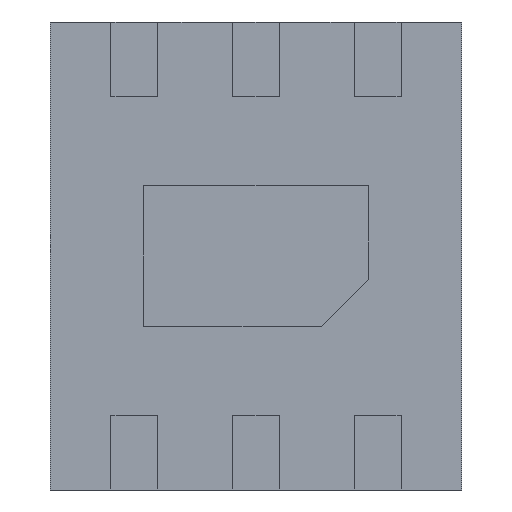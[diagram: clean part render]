
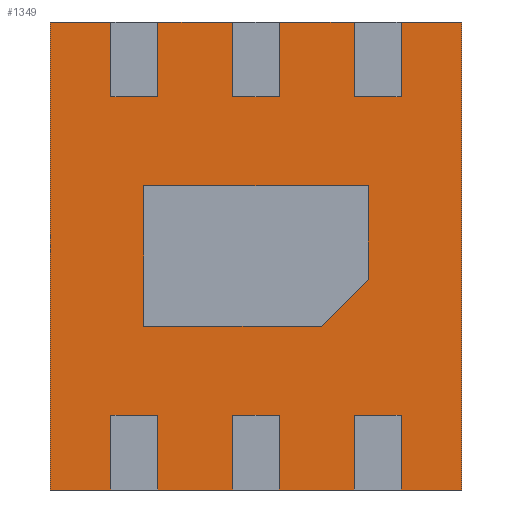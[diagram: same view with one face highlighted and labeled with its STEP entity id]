
A CAD part, front view. The second image highlights one B-rep face of the part: STEP entity #1349.
In plain terms, the highlighted planar face has unit normal (0, -1, 0).
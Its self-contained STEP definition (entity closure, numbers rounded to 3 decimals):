
#48=DIRECTION('',(-1.,0.,0.));
#49=VECTOR('',#48,0.25);
#50=CARTESIAN_POINT('',(0.775,0.,-0.85));
#51=LINE('',#50,#49);
#56=DIRECTION('',(0.,0.,-1.));
#57=VECTOR('',#56,0.4);
#58=CARTESIAN_POINT('',(0.525,0.,-0.85));
#59=LINE('',#58,#57);
#63=DIRECTION('',(-1.,0.,0.));
#64=VECTOR('',#63,0.25);
#65=CARTESIAN_POINT('',(0.125,0.,-0.85));
#66=LINE('',#65,#64);
#70=DIRECTION('',(0.,0.,-1.));
#71=VECTOR('',#70,0.4);
#72=CARTESIAN_POINT('',(-0.125,0.,-0.85));
#73=LINE('',#72,#71);
#77=DIRECTION('',(-1.,0.,0.));
#78=VECTOR('',#77,0.25);
#79=CARTESIAN_POINT('',(-0.525,0.,-0.85));
#80=LINE('',#79,#78);
#84=DIRECTION('',(0.,0.,-1.));
#85=VECTOR('',#84,0.4);
#86=CARTESIAN_POINT('',(-0.775,0.,-0.85));
#87=LINE('',#86,#85);
#91=DIRECTION('',(0.,0.,1.));
#92=VECTOR('',#91,0.4);
#93=CARTESIAN_POINT('',(-0.525,0.,0.85));
#94=LINE('',#93,#92);
#98=DIRECTION('',(0.,0.,1.));
#99=VECTOR('',#98,0.4);
#100=CARTESIAN_POINT('',(0.125,0.,0.85));
#101=LINE('',#100,#99);
#105=DIRECTION('',(0.,0.,1.));
#106=VECTOR('',#105,0.4);
#107=CARTESIAN_POINT('',(0.775,0.,0.85));
#108=LINE('',#107,#106);
#112=DIRECTION('',(-1.,0.,0.));
#113=VECTOR('',#112,1.2);
#114=CARTESIAN_POINT('',(0.6,0.,0.375));
#115=LINE('',#114,#113);
#119=DIRECTION('',(0.,0.,-1.));
#120=VECTOR('',#119,0.75);
#121=CARTESIAN_POINT('',(-0.6,0.,0.375));
#122=LINE('',#121,#120);
#126=DIRECTION('',(1.,0.,0.));
#127=VECTOR('',#126,0.949);
#128=CARTESIAN_POINT('',(-0.6,0.,-0.375));
#129=LINE('',#128,#127);
#133=DIRECTION('',(0.707,0.,0.707));
#134=VECTOR('',#133,0.356);
#135=CARTESIAN_POINT('',(0.349,0.,-0.375));
#136=LINE('',#135,#134);
#140=DIRECTION('',(0.,0.,1.));
#141=VECTOR('',#140,0.499);
#142=CARTESIAN_POINT('',(0.6,0.,-0.124));
#143=LINE('',#142,#141);
#168=DIRECTION('',(0.,0.,-1.));
#169=VECTOR('',#168,0.4);
#170=CARTESIAN_POINT('',(0.775,0.,-0.85));
#171=LINE('',#170,#169);
#189=DIRECTION('',(1.,0.,0.));
#190=VECTOR('',#189,0.325);
#191=CARTESIAN_POINT('',(0.775,0.,-1.25));
#192=LINE('',#191,#190);
#203=DIRECTION('',(1.,0.,0.));
#204=VECTOR('',#203,0.325);
#205=CARTESIAN_POINT('',(-1.1,0.,-1.25));
#206=LINE('',#205,#204);
#224=DIRECTION('',(1.,0.,0.));
#225=VECTOR('',#224,0.4);
#226=CARTESIAN_POINT('',(-0.525,0.,-1.25));
#227=LINE('',#226,#225);
#245=DIRECTION('',(1.,0.,0.));
#246=VECTOR('',#245,0.4);
#247=CARTESIAN_POINT('',(0.125,0.,-1.25));
#248=LINE('',#247,#246);
#273=DIRECTION('',(0.,0.,1.));
#274=VECTOR('',#273,2.5);
#275=CARTESIAN_POINT('',(1.1,0.,-1.25));
#276=LINE('',#275,#274);
#336=DIRECTION('',(-1.,0.,0.));
#337=VECTOR('',#336,0.4);
#338=CARTESIAN_POINT('',(0.525,0.,1.25));
#339=LINE('',#338,#337);
#364=DIRECTION('',(-1.,0.,0.));
#365=VECTOR('',#364,0.4);
#366=CARTESIAN_POINT('',(-0.125,0.,1.25));
#367=LINE('',#366,#365);
#392=DIRECTION('',(-1.,0.,0.));
#393=VECTOR('',#392,0.325);
#394=CARTESIAN_POINT('',(-0.775,0.,1.25));
#395=LINE('',#394,#393);
#406=DIRECTION('',(-1.,0.,0.));
#407=VECTOR('',#406,0.325);
#408=CARTESIAN_POINT('',(1.1,0.,1.25));
#409=LINE('',#408,#407);
#427=DIRECTION('',(0.,0.,1.));
#428=VECTOR('',#427,0.4);
#429=CARTESIAN_POINT('',(0.525,0.,0.85));
#430=LINE('',#429,#428);
#455=DIRECTION('',(-1.,0.,0.));
#456=VECTOR('',#455,0.25);
#457=CARTESIAN_POINT('',(0.775,0.,0.85));
#458=LINE('',#457,#456);
#483=DIRECTION('',(-1.,0.,0.));
#484=VECTOR('',#483,0.25);
#485=CARTESIAN_POINT('',(0.125,0.,0.85));
#486=LINE('',#485,#484);
#504=DIRECTION('',(0.,0.,1.));
#505=VECTOR('',#504,0.4);
#506=CARTESIAN_POINT('',(-0.125,0.,0.85));
#507=LINE('',#506,#505);
#532=DIRECTION('',(-1.,0.,0.));
#533=VECTOR('',#532,0.25);
#534=CARTESIAN_POINT('',(-0.525,0.,0.85));
#535=LINE('',#534,#533);
#553=DIRECTION('',(0.,0.,1.));
#554=VECTOR('',#553,0.4);
#555=CARTESIAN_POINT('',(-0.775,0.,0.85));
#556=LINE('',#555,#554);
#574=DIRECTION('',(0.,0.,-1.));
#575=VECTOR('',#574,2.5);
#576=CARTESIAN_POINT('',(-1.1,0.,1.25));
#577=LINE('',#576,#575);
#938=DIRECTION('',(0.,0.,-1.));
#939=VECTOR('',#938,0.4);
#940=CARTESIAN_POINT('',(-0.525,0.,-0.85));
#941=LINE('',#940,#939);
#987=DIRECTION('',(0.,0.,-1.));
#988=VECTOR('',#987,0.4);
#989=CARTESIAN_POINT('',(0.125,0.,-0.85));
#990=LINE('',#989,#988);
#1078=CARTESIAN_POINT('',(0.775,0.,-0.85));
#1079=CARTESIAN_POINT('',(0.525,0.,-0.85));
#1080=VERTEX_POINT('',#1078);
#1081=VERTEX_POINT('',#1079);
#1082=CARTESIAN_POINT('',(0.525,0.,-1.25));
#1083=VERTEX_POINT('',#1082);
#1084=CARTESIAN_POINT('',(0.125,0.,-1.25));
#1085=VERTEX_POINT('',#1084);
#1086=CARTESIAN_POINT('',(0.125,0.,-0.85));
#1087=VERTEX_POINT('',#1086);
#1088=CARTESIAN_POINT('',(-0.125,0.,-0.85));
#1089=VERTEX_POINT('',#1088);
#1090=CARTESIAN_POINT('',(-0.125,0.,-1.25));
#1091=VERTEX_POINT('',#1090);
#1092=CARTESIAN_POINT('',(-0.525,0.,-1.25));
#1093=VERTEX_POINT('',#1092);
#1094=CARTESIAN_POINT('',(-0.525,0.,-0.85));
#1095=VERTEX_POINT('',#1094);
#1096=CARTESIAN_POINT('',(-0.775,0.,-0.85));
#1097=VERTEX_POINT('',#1096);
#1098=CARTESIAN_POINT('',(-0.775,0.,-1.25));
#1099=VERTEX_POINT('',#1098);
#1100=CARTESIAN_POINT('',(-1.1,0.,-1.25));
#1101=VERTEX_POINT('',#1100);
#1102=CARTESIAN_POINT('',(-1.1,0.,1.25));
#1103=VERTEX_POINT('',#1102);
#1104=CARTESIAN_POINT('',(-0.775,0.,1.25));
#1105=VERTEX_POINT('',#1104);
#1106=CARTESIAN_POINT('',(-0.775,0.,0.85));
#1107=VERTEX_POINT('',#1106);
#1108=CARTESIAN_POINT('',(-0.525,0.,0.85));
#1109=VERTEX_POINT('',#1108);
#1110=CARTESIAN_POINT('',(-0.525,0.,1.25));
#1111=VERTEX_POINT('',#1110);
#1112=CARTESIAN_POINT('',(-0.125,0.,1.25));
#1113=VERTEX_POINT('',#1112);
#1114=CARTESIAN_POINT('',(-0.125,0.,0.85));
#1115=VERTEX_POINT('',#1114);
#1116=CARTESIAN_POINT('',(0.125,0.,0.85));
#1117=VERTEX_POINT('',#1116);
#1118=CARTESIAN_POINT('',(0.125,0.,1.25));
#1119=VERTEX_POINT('',#1118);
#1120=CARTESIAN_POINT('',(0.525,0.,1.25));
#1121=VERTEX_POINT('',#1120);
#1122=CARTESIAN_POINT('',(0.525,0.,0.85));
#1123=VERTEX_POINT('',#1122);
#1124=CARTESIAN_POINT('',(0.775,0.,0.85));
#1125=VERTEX_POINT('',#1124);
#1126=CARTESIAN_POINT('',(0.775,0.,1.25));
#1127=VERTEX_POINT('',#1126);
#1128=CARTESIAN_POINT('',(1.1,0.,1.25));
#1129=VERTEX_POINT('',#1128);
#1130=CARTESIAN_POINT('',(1.1,0.,-1.25));
#1131=VERTEX_POINT('',#1130);
#1132=CARTESIAN_POINT('',(0.775,0.,-1.25));
#1133=VERTEX_POINT('',#1132);
#1134=CARTESIAN_POINT('',(0.6,0.,0.375));
#1135=CARTESIAN_POINT('',(-0.6,0.,0.375));
#1136=VERTEX_POINT('',#1134);
#1137=VERTEX_POINT('',#1135);
#1138=CARTESIAN_POINT('',(-0.6,0.,-0.375));
#1139=VERTEX_POINT('',#1138);
#1140=CARTESIAN_POINT('',(0.349,0.,-0.375));
#1141=VERTEX_POINT('',#1140);
#1142=CARTESIAN_POINT('',(0.6,0.,-0.124));
#1143=VERTEX_POINT('',#1142);
#1274=CARTESIAN_POINT('',(0.,0.,0.));
#1275=DIRECTION('',(0.,1.,0.));
#1276=DIRECTION('',(1.,0.,0.));
#1277=AXIS2_PLACEMENT_3D('',#1274,#1275,#1276);
#1278=PLANE('',#1277);
#1280=ORIENTED_EDGE('',*,*,#1279,.T.);
#1282=ORIENTED_EDGE('',*,*,#1281,.T.);
#1284=ORIENTED_EDGE('',*,*,#1283,.F.);
#1286=ORIENTED_EDGE('',*,*,#1285,.F.);
#1288=ORIENTED_EDGE('',*,*,#1287,.T.);
#1290=ORIENTED_EDGE('',*,*,#1289,.T.);
#1292=ORIENTED_EDGE('',*,*,#1291,.F.);
#1294=ORIENTED_EDGE('',*,*,#1293,.F.);
#1296=ORIENTED_EDGE('',*,*,#1295,.T.);
#1298=ORIENTED_EDGE('',*,*,#1297,.T.);
#1300=ORIENTED_EDGE('',*,*,#1299,.F.);
#1302=ORIENTED_EDGE('',*,*,#1301,.F.);
#1304=ORIENTED_EDGE('',*,*,#1303,.F.);
#1306=ORIENTED_EDGE('',*,*,#1305,.F.);
#1308=ORIENTED_EDGE('',*,*,#1307,.F.);
#1310=ORIENTED_EDGE('',*,*,#1309,.T.);
#1312=ORIENTED_EDGE('',*,*,#1311,.F.);
#1314=ORIENTED_EDGE('',*,*,#1313,.F.);
#1316=ORIENTED_EDGE('',*,*,#1315,.F.);
#1318=ORIENTED_EDGE('',*,*,#1317,.T.);
#1320=ORIENTED_EDGE('',*,*,#1319,.F.);
#1322=ORIENTED_EDGE('',*,*,#1321,.F.);
#1324=ORIENTED_EDGE('',*,*,#1323,.F.);
#1326=ORIENTED_EDGE('',*,*,#1325,.T.);
#1328=ORIENTED_EDGE('',*,*,#1327,.F.);
#1330=ORIENTED_EDGE('',*,*,#1329,.F.);
#1332=ORIENTED_EDGE('',*,*,#1331,.F.);
#1334=ORIENTED_EDGE('',*,*,#1333,.F.);
#1335=EDGE_LOOP('',(#1280,#1282,#1284,#1286,#1288,#1290,#1292,#1294,#1296,#1298,
#1300,#1302,#1304,#1306,#1308,#1310,#1312,#1314,#1316,#1318,#1320,#1322,#1324,
#1326,#1328,#1330,#1332,#1334));
#1336=FACE_OUTER_BOUND('',#1335,.F.);
#1338=ORIENTED_EDGE('',*,*,#1337,.T.);
#1340=ORIENTED_EDGE('',*,*,#1339,.T.);
#1342=ORIENTED_EDGE('',*,*,#1341,.T.);
#1344=ORIENTED_EDGE('',*,*,#1343,.T.);
#1346=ORIENTED_EDGE('',*,*,#1345,.T.);
#1347=EDGE_LOOP('',(#1338,#1340,#1342,#1344,#1346));
#1348=FACE_BOUND('',#1347,.F.);
#1349=ADVANCED_FACE('',(#1336,#1348),#1278,.F.);
#1279=EDGE_CURVE('',#1080,#1081,#51,.T.);
#1281=EDGE_CURVE('',#1081,#1083,#59,.T.);
#1283=EDGE_CURVE('',#1085,#1083,#248,.T.);
#1285=EDGE_CURVE('',#1087,#1085,#990,.T.);
#1287=EDGE_CURVE('',#1087,#1089,#66,.T.);
#1289=EDGE_CURVE('',#1089,#1091,#73,.T.);
#1291=EDGE_CURVE('',#1093,#1091,#227,.T.);
#1293=EDGE_CURVE('',#1095,#1093,#941,.T.);
#1295=EDGE_CURVE('',#1095,#1097,#80,.T.);
#1297=EDGE_CURVE('',#1097,#1099,#87,.T.);
#1299=EDGE_CURVE('',#1101,#1099,#206,.T.);
#1301=EDGE_CURVE('',#1103,#1101,#577,.T.);
#1303=EDGE_CURVE('',#1105,#1103,#395,.T.);
#1305=EDGE_CURVE('',#1107,#1105,#556,.T.);
#1307=EDGE_CURVE('',#1109,#1107,#535,.T.);
#1309=EDGE_CURVE('',#1109,#1111,#94,.T.);
#1311=EDGE_CURVE('',#1113,#1111,#367,.T.);
#1313=EDGE_CURVE('',#1115,#1113,#507,.T.);
#1315=EDGE_CURVE('',#1117,#1115,#486,.T.);
#1317=EDGE_CURVE('',#1117,#1119,#101,.T.);
#1319=EDGE_CURVE('',#1121,#1119,#339,.T.);
#1321=EDGE_CURVE('',#1123,#1121,#430,.T.);
#1323=EDGE_CURVE('',#1125,#1123,#458,.T.);
#1325=EDGE_CURVE('',#1125,#1127,#108,.T.);
#1327=EDGE_CURVE('',#1129,#1127,#409,.T.);
#1329=EDGE_CURVE('',#1131,#1129,#276,.T.);
#1331=EDGE_CURVE('',#1133,#1131,#192,.T.);
#1333=EDGE_CURVE('',#1080,#1133,#171,.T.);
#1337=EDGE_CURVE('',#1136,#1137,#115,.T.);
#1339=EDGE_CURVE('',#1137,#1139,#122,.T.);
#1341=EDGE_CURVE('',#1139,#1141,#129,.T.);
#1343=EDGE_CURVE('',#1141,#1143,#136,.T.);
#1345=EDGE_CURVE('',#1143,#1136,#143,.T.);
